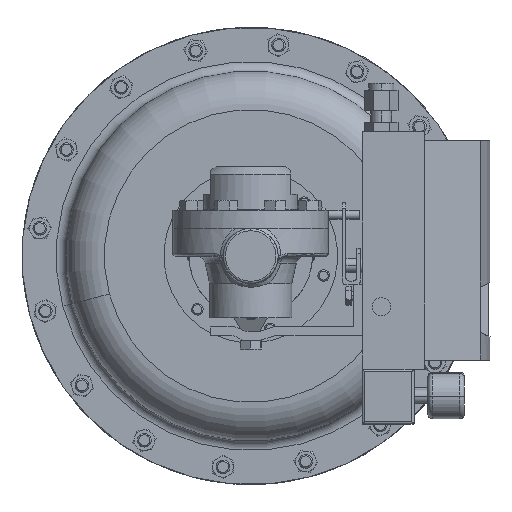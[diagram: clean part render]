
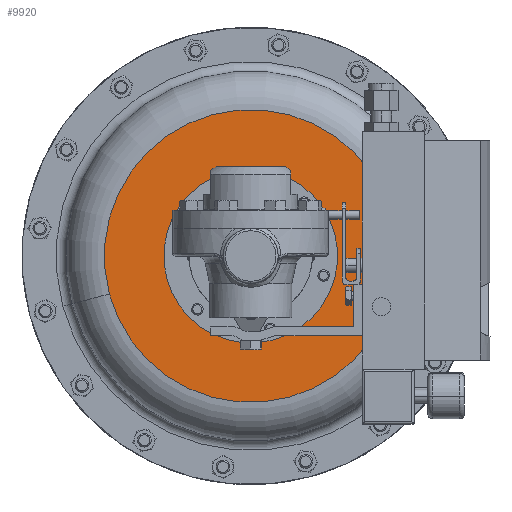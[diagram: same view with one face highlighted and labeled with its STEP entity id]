
A CAD part, front view. The second image highlights one B-rep face of the part: STEP entity #9920.
In plain terms, the highlighted planar face has unit normal (0, -1, 0).
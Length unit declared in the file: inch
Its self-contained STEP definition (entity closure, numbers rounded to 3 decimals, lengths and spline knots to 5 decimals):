
#18 = ORIENTED_EDGE ( 'NONE', *, *, #16348, .T. ) ;
#473 = ORIENTED_EDGE ( 'NONE', *, *, #9254, .T. ) ;
#3032 = AXIS2_PLACEMENT_3D ( 'NONE', #31741, #29820, #30368 ) ;
#4919 = CARTESIAN_POINT ( 'NONE',  ( 0., 6.7225, 0. ) ) ;
#4951 = DIRECTION ( 'NONE',  ( 0., 1., 0. ) ) ;
#4995 = DIRECTION ( 'NONE',  ( -0.966, 0., -0.259 ) ) ;
#7981 = EDGE_LOOP ( 'NONE', ( #10186, #23864 ) ) ;
#8633 = EDGE_LOOP ( 'NONE', ( #18, #473 ) ) ;
#9254 = EDGE_CURVE ( 'NONE', #19903, #16957, #13198, .T. ) ;
#9920 = ADVANCED_FACE ( 'NONE', ( #27612, #13646 ), #23398, .T. ) ;
#10186 = ORIENTED_EDGE ( 'NONE', *, *, #31967, .F. ) ;
#10194 = AXIS2_PLACEMENT_3D ( 'NONE', #10787, #29227, #13481 ) ;
#10787 = CARTESIAN_POINT ( 'NONE',  ( 0., 6.7225, 0. ) ) ;
#10842 = AXIS2_PLACEMENT_3D ( 'NONE', #23096, #26117, #26121 ) ;
#12104 = VERTEX_POINT ( 'NONE', #14618 ) ;
#12371 = CIRCLE ( 'NONE', #10194, 4. ) ;
#13198 = CIRCLE ( 'NONE', #34118, 2.375 ) ;
#13481 = DIRECTION ( 'NONE',  ( -0.966, 0., -0.259 ) ) ;
#13646 = FACE_BOUND ( 'NONE', #8633, .T. ) ;
#13713 = EDGE_CURVE ( 'NONE', #12104, #27883, #18249, .T. ) ;
#14409 = CIRCLE ( 'NONE', #3032, 2.375 ) ;
#14618 = CARTESIAN_POINT ( 'NONE',  ( 3.8637, 6.7225, 1.03528 ) ) ;
#16309 = AXIS2_PLACEMENT_3D ( 'NONE', #4919, #4951, #4995 ) ;
#16348 = EDGE_CURVE ( 'NONE', #16957, #19903, #14409, .T. ) ;
#16431 = CARTESIAN_POINT ( 'NONE',  ( -3.8637, 6.7225, -1.03528 ) ) ;
#16957 = VERTEX_POINT ( 'NONE', #26378 ) ;
#18249 = CIRCLE ( 'NONE', #16309, 4. ) ;
#19903 = VERTEX_POINT ( 'NONE', #31897 ) ;
#23096 = CARTESIAN_POINT ( 'NONE',  ( -1.03528, 6.7225, 3.8637 ) ) ;
#23398 = PLANE ( 'NONE',  #10842 ) ;
#23864 = ORIENTED_EDGE ( 'NONE', *, *, #13713, .F. ) ;
#25846 = CARTESIAN_POINT ( 'NONE',  ( 0., 6.7225, 0. ) ) ;
#25886 = DIRECTION ( 'NONE',  ( 0., 1., 0. ) ) ;
#25969 = DIRECTION ( 'NONE',  ( -0.707, 0., 0.707 ) ) ;
#26117 = DIRECTION ( 'NONE',  ( 0., -1., 0. ) ) ;
#26121 = DIRECTION ( 'NONE',  ( 0.966, 0., 0.259 ) ) ;
#26378 = CARTESIAN_POINT ( 'NONE',  ( 1.67938, 6.7225, -1.67938 ) ) ;
#27612 = FACE_OUTER_BOUND ( 'NONE', #7981, .T. ) ;
#27883 = VERTEX_POINT ( 'NONE', #16431 ) ;
#29227 = DIRECTION ( 'NONE',  ( 0., 1., 0. ) ) ;
#29820 = DIRECTION ( 'NONE',  ( 0., 1., 0. ) ) ;
#30368 = DIRECTION ( 'NONE',  ( -0.707, 0., 0.707 ) ) ;
#31741 = CARTESIAN_POINT ( 'NONE',  ( 0., 6.7225, 0. ) ) ;
#31897 = CARTESIAN_POINT ( 'NONE',  ( -1.67938, 6.7225, 1.67938 ) ) ;
#31967 = EDGE_CURVE ( 'NONE', #27883, #12104, #12371, .T. ) ;
#34118 = AXIS2_PLACEMENT_3D ( 'NONE', #25846, #25886, #25969 ) ;
